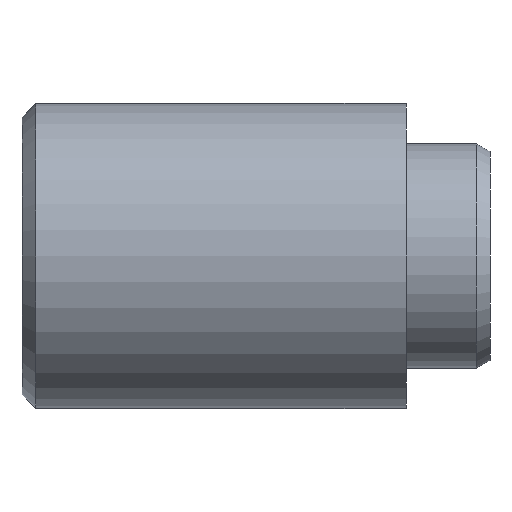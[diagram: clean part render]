
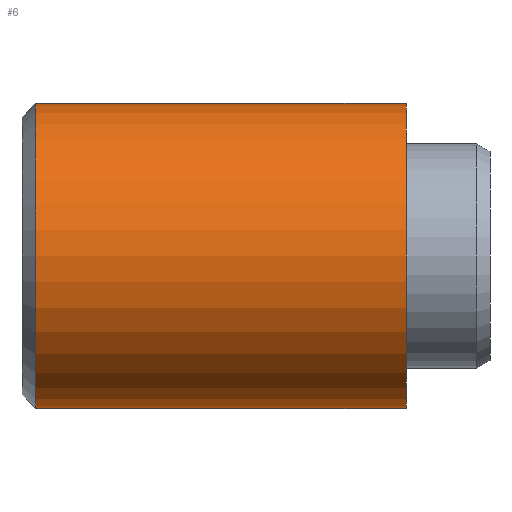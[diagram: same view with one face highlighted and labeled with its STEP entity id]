
A CAD part, left-side view. The second image highlights one B-rep face of the part: STEP entity #6.
In plain terms, the highlighted cylindrical face has radius 2.78 mm (diameter 5.56 mm), a partial arc.
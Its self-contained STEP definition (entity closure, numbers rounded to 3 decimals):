
#6 = ADVANCED_FACE ( 'NONE', ( #347 ), #146, .T. ) ;
#9 = ORIENTED_EDGE ( 'NONE', *, *, #48, .T. ) ;
#10 = CARTESIAN_POINT ( 'NONE',  ( 0., 0., 2.78 ) ) ;
#12 = CARTESIAN_POINT ( 'NONE',  ( 0., 36.602, 2.78 ) ) ;
#15 = VECTOR ( 'NONE', #414, 1000. ) ;
#18 = ORIENTED_EDGE ( 'NONE', *, *, #511, .F. ) ;
#21 = CIRCLE ( 'NONE', #231, 2.78 ) ;
#35 = CARTESIAN_POINT ( 'NONE',  ( 0., 6.75, 2.78 ) ) ;
#37 = EDGE_LOOP ( 'NONE', ( #18, #9, #491, #456 ) ) ;
#48 = EDGE_CURVE ( 'NONE', #381, #359, #290, .T. ) ;
#60 = AXIS2_PLACEMENT_3D ( 'NONE', #309, #464, #412 ) ;
#88 = VERTEX_POINT ( 'NONE', #500 ) ;
#93 = AXIS2_PLACEMENT_3D ( 'NONE', #343, #294, #135 ) ;
#125 = CARTESIAN_POINT ( 'NONE',  ( 0., 0., -2.78 ) ) ;
#135 = DIRECTION ( 'NONE',  ( 0., 0., 1. ) ) ;
#146 = CYLINDRICAL_SURFACE ( 'NONE', #60, 2.78 ) ;
#148 = VECTOR ( 'NONE', #185, 1000. ) ;
#160 = DIRECTION ( 'NONE',  ( 0., 0., -1. ) ) ;
#174 = VERTEX_POINT ( 'NONE', #35 ) ;
#182 = LINE ( 'NONE', #12, #148 ) ;
#185 = DIRECTION ( 'NONE',  ( 0., 1., 0. ) ) ;
#200 = LINE ( 'NONE', #452, #15 ) ;
#231 = AXIS2_PLACEMENT_3D ( 'NONE', #410, #487, #160 ) ;
#276 = EDGE_CURVE ( 'NONE', #174, #88, #21, .T. ) ;
#290 = CIRCLE ( 'NONE', #93, 2.78 ) ;
#294 = DIRECTION ( 'NONE',  ( 0., 1., 0. ) ) ;
#309 = CARTESIAN_POINT ( 'NONE',  ( 0., 36.602, 0. ) ) ;
#343 = CARTESIAN_POINT ( 'NONE',  ( 0., 0., 0. ) ) ;
#347 = FACE_OUTER_BOUND ( 'NONE', #37, .T. ) ;
#359 = VERTEX_POINT ( 'NONE', #10 ) ;
#381 = VERTEX_POINT ( 'NONE', #125 ) ;
#385 = EDGE_CURVE ( 'NONE', #359, #174, #182, .T. ) ;
#410 = CARTESIAN_POINT ( 'NONE',  ( 0., 6.75, 0. ) ) ;
#412 = DIRECTION ( 'NONE',  ( 0., 0., 1. ) ) ;
#414 = DIRECTION ( 'NONE',  ( 0., 1., 0. ) ) ;
#452 = CARTESIAN_POINT ( 'NONE',  ( 0., 36.602, -2.78 ) ) ;
#456 = ORIENTED_EDGE ( 'NONE', *, *, #276, .T. ) ;
#464 = DIRECTION ( 'NONE',  ( 0., 1., 0. ) ) ;
#487 = DIRECTION ( 'NONE',  ( 0., -1., 0. ) ) ;
#491 = ORIENTED_EDGE ( 'NONE', *, *, #385, .T. ) ;
#500 = CARTESIAN_POINT ( 'NONE',  ( 0., 6.75, -2.78 ) ) ;
#511 = EDGE_CURVE ( 'NONE', #381, #88, #200, .T. ) ;
